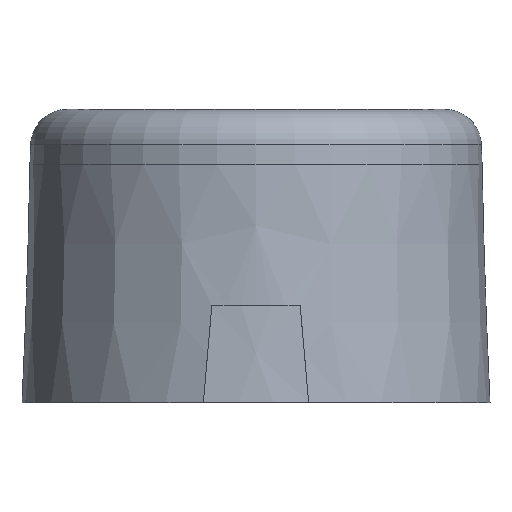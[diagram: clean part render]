
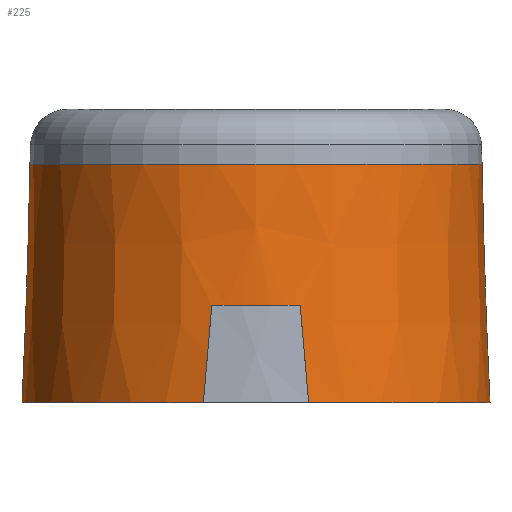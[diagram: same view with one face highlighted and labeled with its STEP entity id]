
A CAD part, left-side view. The second image highlights one B-rep face of the part: STEP entity #225.
In plain terms, the highlighted conical face has half-angle 1.9 degrees and reference radius 6.17 mm.
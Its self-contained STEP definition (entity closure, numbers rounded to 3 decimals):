
#19=CONICAL_SURFACE('',#258,6.17,0.033);
#20=ELLIPSE('',#234,78.272,6.312);
#21=ELLIPSE('',#236,78.272,6.312);
#22=ELLIPSE('',#240,78.272,6.312);
#23=ELLIPSE('',#249,78.272,6.312);
#40=FACE_OUTER_BOUND('',#53,.T.);
#53=EDGE_LOOP('',(#193,#194,#195,#196,#197,#198,#199,#200,#201,#202,#203,
#204));
#63=LINE('',#407,#73);
#73=VECTOR('',#332,6.17);
#74=CIRCLE('',#229,6.386);
#76=CIRCLE('',#231,6.386);
#79=CIRCLE('',#242,6.298);
#81=CIRCLE('',#244,6.298);
#82=CIRCLE('',#246,6.298);
#87=CIRCLE('',#256,6.17);
#88=VERTEX_POINT('',#335);
#89=VERTEX_POINT('',#336);
#92=VERTEX_POINT('',#342);
#93=VERTEX_POINT('',#344);
#97=VERTEX_POINT('',#356);
#98=VERTEX_POINT('',#360);
#101=VERTEX_POINT('',#374);
#102=VERTEX_POINT('',#378);
#103=VERTEX_POINT('',#379);
#108=VERTEX_POINT('',#402);
#109=EDGE_CURVE('',#88,#89,#74,.F.);
#113=EDGE_CURVE('',#92,#93,#76,.F.);
#119=EDGE_CURVE('',#88,#97,#20,.T.);
#120=EDGE_CURVE('',#98,#89,#21,.T.);
#125=EDGE_CURVE('',#101,#93,#22,.T.);
#127=EDGE_CURVE('',#102,#103,#79,.T.);
#130=EDGE_CURVE('',#103,#98,#81,.T.);
#131=EDGE_CURVE('',#97,#101,#82,.T.);
#133=EDGE_CURVE('',#92,#102,#23,.T.);
#139=EDGE_CURVE('',#108,#108,#87,.T.);
#140=EDGE_CURVE('',#103,#108,#63,.T.);
#193=ORIENTED_EDGE('',*,*,#125,.T.);
#194=ORIENTED_EDGE('',*,*,#113,.F.);
#195=ORIENTED_EDGE('',*,*,#133,.T.);
#196=ORIENTED_EDGE('',*,*,#127,.T.);
#197=ORIENTED_EDGE('',*,*,#140,.T.);
#198=ORIENTED_EDGE('',*,*,#139,.F.);
#199=ORIENTED_EDGE('',*,*,#140,.F.);
#200=ORIENTED_EDGE('',*,*,#130,.T.);
#201=ORIENTED_EDGE('',*,*,#120,.T.);
#202=ORIENTED_EDGE('',*,*,#109,.F.);
#203=ORIENTED_EDGE('',*,*,#119,.T.);
#204=ORIENTED_EDGE('',*,*,#131,.T.);
#225=ADVANCED_FACE('',(#40),#19,.T.);
#229=AXIS2_PLACEMENT_3D('',#337,#263,#264);
#231=AXIS2_PLACEMENT_3D('',#345,#269,#270);
#234=AXIS2_PLACEMENT_3D('',#358,#278,#279);
#236=AXIS2_PLACEMENT_3D('',#361,#282,#283);
#240=AXIS2_PLACEMENT_3D('',#375,#291,#292);
#242=AXIS2_PLACEMENT_3D('',#380,#296,#297);
#244=AXIS2_PLACEMENT_3D('',#384,#301,#302);
#246=AXIS2_PLACEMENT_3D('',#386,#305,#306);
#249=AXIS2_PLACEMENT_3D('',#392,#311,#312);
#256=AXIS2_PLACEMENT_3D('',#404,#326,#327);
#258=AXIS2_PLACEMENT_3D('',#406,#330,#331);
#263=DIRECTION('center_axis',(0.,0.,
1.));
#264=DIRECTION('ref_axis',(1.,0.,0.));
#269=DIRECTION('center_axis',(0.,0.,
1.));
#270=DIRECTION('ref_axis',(1.,0.,0.));
#278=DIRECTION('center_axis',(0.,-0.996,0.087));
#279=DIRECTION('ref_axis',(0.,0.087,0.996));
#282=DIRECTION('center_axis',(0.,-0.996,0.087));
#283=DIRECTION('ref_axis',(0.,0.087,0.996));
#291=DIRECTION('center_axis',(0.,0.996,0.087));
#292=DIRECTION('ref_axis',(0.,-0.087,0.996));
#296=DIRECTION('center_axis',(0.,0.,1.));
#297=DIRECTION('ref_axis',(1.,0.,0.));
#301=DIRECTION('center_axis',(0.,0.,1.));
#302=DIRECTION('ref_axis',(1.,0.,0.));
#305=DIRECTION('center_axis',(0.,0.,1.));
#306=DIRECTION('ref_axis',(1.,0.,0.));
#311=DIRECTION('center_axis',(0.,0.996,0.087));
#312=DIRECTION('ref_axis',(0.,-0.087,0.996));
#326=DIRECTION('center_axis',(0.,0.,1.));
#327=DIRECTION('ref_axis',(1.,0.,0.));
#330=DIRECTION('center_axis',(0.,0.,-1.));
#331=DIRECTION('ref_axis',(1.,0.,0.));
#332=DIRECTION('',(0.033,0.,0.999));
#335=CARTESIAN_POINT('',(21.595,28.089,6.5));
#336=CARTESIAN_POINT('',(9.151,28.089,6.5));
#337=CARTESIAN_POINT('Origin',(15.373,29.526,6.5));
#342=CARTESIAN_POINT('',(9.151,30.963,6.5));
#344=CARTESIAN_POINT('',(21.595,30.963,6.5));
#345=CARTESIAN_POINT('Origin',(15.373,29.526,6.5));
#356=CARTESIAN_POINT('',(21.555,28.321,9.152));
#358=CARTESIAN_POINT('Origin',(15.373,26.939,-6.64));
#360=CARTESIAN_POINT('',(9.192,28.321,9.152));
#361=CARTESIAN_POINT('Origin',(15.373,26.939,-6.64));
#374=CARTESIAN_POINT('',(21.555,30.731,9.152));
#375=CARTESIAN_POINT('Origin',(15.373,32.112,-6.64));
#378=CARTESIAN_POINT('',(9.192,30.731,9.152));
#379=CARTESIAN_POINT('',(9.075,29.526,9.152));
#380=CARTESIAN_POINT('Origin',(15.373,29.526,9.152));
#384=CARTESIAN_POINT('Origin',(15.373,29.526,9.152));
#386=CARTESIAN_POINT('Origin',(15.373,29.526,9.152));
#392=CARTESIAN_POINT('Origin',(15.373,32.112,-6.64));
#402=CARTESIAN_POINT('',(9.203,29.526,13.));
#404=CARTESIAN_POINT('Origin',(15.373,29.526,13.));
#406=CARTESIAN_POINT('Origin',(15.373,29.526,13.));
#407=CARTESIAN_POINT('',(9.203,29.526,13.));
